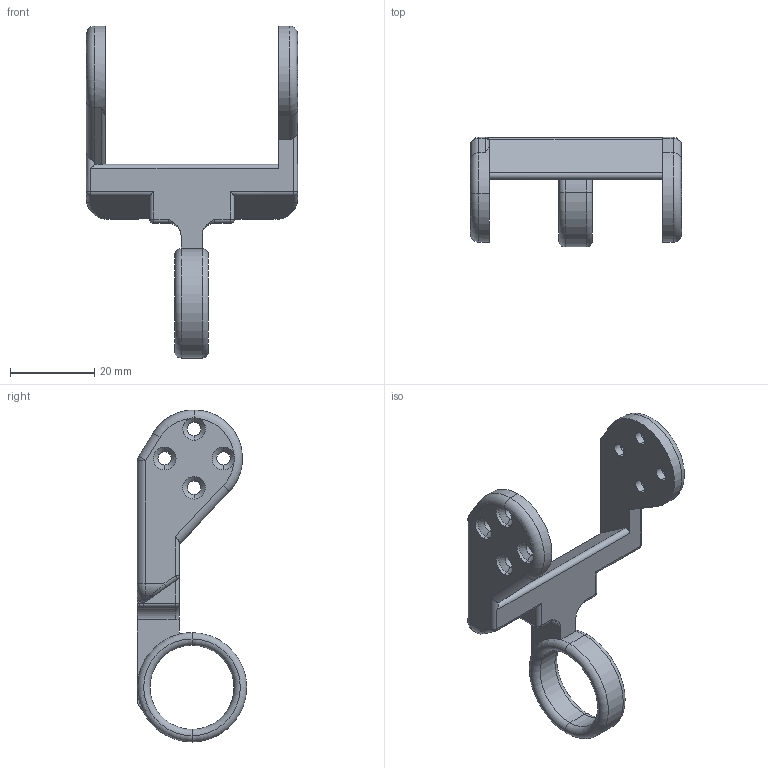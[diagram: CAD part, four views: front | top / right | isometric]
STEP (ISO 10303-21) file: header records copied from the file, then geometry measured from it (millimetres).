
FILE_DESCRIPTION (( 'STEP AP214' ), '1' );
FILE_NAME ('SAM_gripper_leader_act.STEP', '2025-01-01T02:08:08', ( '' ), ( '' ), 'SwSTEP 2.0', 'SolidWorks 2023', '' );
FILE_SCHEMA (( 'AUTOMOTIVE_DESIGN' ));
Length unit declared in the file: millimetre
Products named in the file (1): SAM_gripper_leader_act
Bounding box: 50.2 x 26 x 78.96 mm (x, y, z)
Volume: 11646.2 mm3; surface area: 7014.8 mm2
Topology: 1 solids, 1 shells, 167 faces, 419 edges, 242 vertices
Faces by surface type: cylinder 86, plane 27, torus 22, cone 16, bspline 10, sphere 6
Entity records: 5248 total; most frequent: CARTESIAN_POINT 1254, DIRECTION 882, ORIENTED_EDGE 826, EDGE_CURVE 413, AXIS2_PLACEMENT_3D 356, VERTEX_POINT 242, CIRCLE 198, EDGE_LOOP 179
